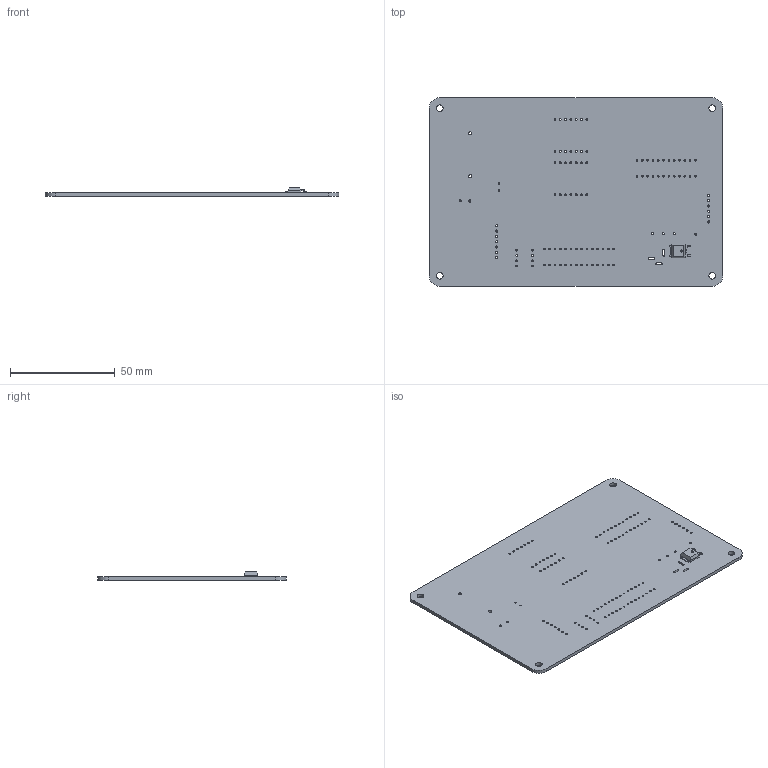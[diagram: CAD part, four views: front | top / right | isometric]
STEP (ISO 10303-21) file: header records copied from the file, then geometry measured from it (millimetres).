
FILE_DESCRIPTION(('KiCad electronic assembly'),'2;1');
FILE_NAME('rectangle-clock.step','2022-07-21T16:44:42',('Pcbnew'),( 'Kicad'),'Open CASCADE STEP processor 7.6','KiCad to STEP converter' ,'Unknown');
FILE_SCHEMA(('AUTOMOTIVE_DESIGN { 1 0 10303 214 1 1 1 1 }'));
Length unit declared in the file: millimetre
Products named in the file (4): rectangle-clock 1; TO-252-2; SOLID; rectangle-clock PCB
Assembly tree (3 placements, depth 3):
  rectangle-clock 1
    TO-252-2
      SOLID
    rectangle-clock PCB
Bounding box: 140 x 90 x 3.97 mm (x, y, z)
Volume: 20041.3 mm3; surface area: 26406.4 mm2
Topology: 2 solids, 2 shells, 217 faces, 617 edges, 408 vertices
Faces by surface type: cylinder 125, bspline 80, plane 12
Full cylindrical faces by diameter (mm): 0.8 x62, 0.9 x28, 1 x19, 1.5 x2, 3.2 x4
Entity records: 15747 total; most frequent: CARTESIAN_POINT 3526, DIRECTION 1747, ORIENTED_EDGE 1234, PCURVE 1234, DEFINITIONAL_REPRESENTATION 1234, LINE 715, VECTOR 715, EDGE_CURVE 617
